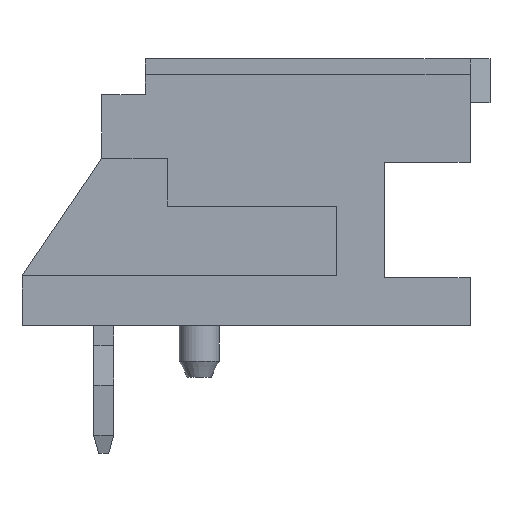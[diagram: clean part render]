
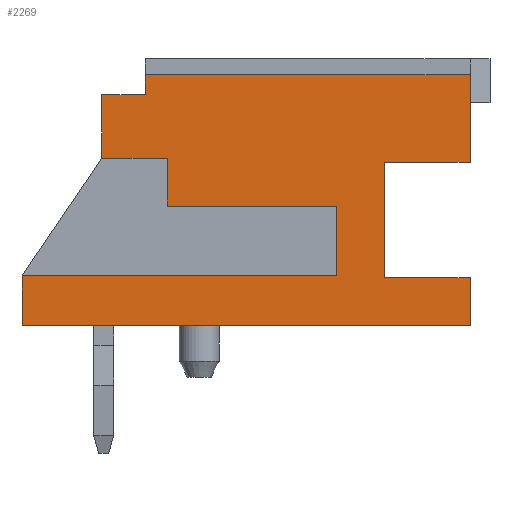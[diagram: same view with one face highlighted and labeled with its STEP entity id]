
A CAD part, left-side view. The second image highlights one B-rep face of the part: STEP entity #2269.
In plain terms, the highlighted planar face has unit normal (-1, 0, 0).
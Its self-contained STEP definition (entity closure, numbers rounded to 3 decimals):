
#131=FACE_OUTER_BOUND('',#254,.T.);
#254=EDGE_LOOP('',(#1918,#1919,#1920,#1921,#1922,#1923,#1924,#1925,#1926,
#1927,#1928,#1929,#1930,#1931,#1932,#1933));
#343=LINE('',#3158,#652);
#347=LINE('',#3166,#656);
#365=LINE('',#3205,#674);
#369=LINE('',#3213,#678);
#433=LINE('',#3339,#742);
#449=LINE('',#3370,#758);
#458=LINE('',#3388,#767);
#462=LINE('',#3394,#771);
#491=LINE('',#3452,#800);
#496=LINE('',#3460,#805);
#497=LINE('',#3462,#806);
#499=LINE('',#3469,#808);
#506=LINE('',#3488,#815);
#526=LINE('',#3528,#835);
#528=LINE('',#3532,#837);
#532=LINE('',#3539,#841);
#652=VECTOR('',#2575,1.);
#656=VECTOR('',#2581,1.);
#674=VECTOR('',#2607,1.);
#678=VECTOR('',#2613,1.);
#742=VECTOR('',#2703,1.);
#758=VECTOR('',#2725,1.);
#767=VECTOR('',#2740,1.);
#771=VECTOR('',#2746,1.);
#800=VECTOR('',#2811,1.);
#805=VECTOR('',#2818,1.);
#806=VECTOR('',#2821,1.);
#808=VECTOR('',#2831,1.);
#815=VECTOR('',#2852,1.);
#835=VECTOR('',#2890,1.);
#837=VECTOR('',#2894,1.);
#841=VECTOR('',#2902,1.);
#942=VERTEX_POINT('',#3156);
#943=VERTEX_POINT('',#3157);
#946=VERTEX_POINT('',#3165);
#962=VERTEX_POINT('',#3202);
#963=VERTEX_POINT('',#3204);
#966=VERTEX_POINT('',#3212);
#1014=VERTEX_POINT('',#3336);
#1015=VERTEX_POINT('',#3338);
#1024=VERTEX_POINT('',#3361);
#1027=VERTEX_POINT('',#3368);
#1033=VERTEX_POINT('',#3386);
#1044=VERTEX_POINT('',#3450);
#1045=VERTEX_POINT('',#3451);
#1053=VERTEX_POINT('',#3487);
#1064=VERTEX_POINT('',#3527);
#1065=VERTEX_POINT('',#3531);
#1170=EDGE_CURVE('',#942,#943,#343,.T.);
#1174=EDGE_CURVE('',#946,#942,#347,.T.);
#1192=EDGE_CURVE('',#963,#962,#365,.T.);
#1196=EDGE_CURVE('',#966,#962,#369,.T.);
#1260=EDGE_CURVE('',#1015,#1014,#433,.T.);
#1276=EDGE_CURVE('',#1027,#1024,#449,.T.);
#1285=EDGE_CURVE('',#1014,#1033,#458,.T.);
#1289=EDGE_CURVE('',#1033,#1024,#462,.T.);
#1318=EDGE_CURVE('',#1044,#1045,#491,.T.);
#1323=EDGE_CURVE('',#943,#1044,#496,.T.);
#1324=EDGE_CURVE('',#963,#1027,#497,.T.);
#1326=EDGE_CURVE('',#946,#966,#499,.T.);
#1336=EDGE_CURVE('',#1015,#1053,#506,.T.);
#1356=EDGE_CURVE('',#1053,#1064,#526,.T.);
#1358=EDGE_CURVE('',#1064,#1065,#528,.T.);
#1362=EDGE_CURVE('',#1045,#1065,#532,.T.);
#1918=ORIENTED_EDGE('',*,*,#1362,.T.);
#1919=ORIENTED_EDGE('',*,*,#1358,.F.);
#1920=ORIENTED_EDGE('',*,*,#1356,.F.);
#1921=ORIENTED_EDGE('',*,*,#1336,.F.);
#1922=ORIENTED_EDGE('',*,*,#1260,.T.);
#1923=ORIENTED_EDGE('',*,*,#1285,.T.);
#1924=ORIENTED_EDGE('',*,*,#1289,.T.);
#1925=ORIENTED_EDGE('',*,*,#1276,.F.);
#1926=ORIENTED_EDGE('',*,*,#1324,.F.);
#1927=ORIENTED_EDGE('',*,*,#1192,.T.);
#1928=ORIENTED_EDGE('',*,*,#1196,.F.);
#1929=ORIENTED_EDGE('',*,*,#1326,.F.);
#1930=ORIENTED_EDGE('',*,*,#1174,.T.);
#1931=ORIENTED_EDGE('',*,*,#1170,.T.);
#1932=ORIENTED_EDGE('',*,*,#1323,.T.);
#1933=ORIENTED_EDGE('',*,*,#1318,.T.);
#2149=PLANE('',#2414);
#2269=ADVANCED_FACE('',(#131),#2149,.F.);
#2414=AXIS2_PLACEMENT_3D('',#3538,#2900,#2901);
#2575=DIRECTION('',(0.,0.,-1.));
#2581=DIRECTION('',(0.,-1.,0.));
#2607=DIRECTION('',(0.,0.,-1.));
#2613=DIRECTION('',(0.,-1.,0.));
#2703=DIRECTION('',(0.,1.,0.));
#2725=DIRECTION('',(0.,0.,-1.));
#2740=DIRECTION('',(0.,0.,1.));
#2746=DIRECTION('',(0.,-1.,0.));
#2811=DIRECTION('',(0.,0.,-1.));
#2818=DIRECTION('',(0.,-1.,0.));
#2821=DIRECTION('',(0.,-1.,0.));
#2831=DIRECTION('',(0.,0.,1.));
#2852=DIRECTION('',(0.,0.,-1.));
#2890=DIRECTION('',(0.,1.,0.));
#2894=DIRECTION('',(0.,0.,1.));
#2900=DIRECTION('center_axis',(1.,0.,0.));
#2901=DIRECTION('ref_axis',(0.,0.,-1.));
#2902=DIRECTION('',(0.,1.,0.));
#3156=CARTESIAN_POINT('',(-4.,7.6,4.2));
#3157=CARTESIAN_POINT('',(-4.,7.6,3.));
#3158=CARTESIAN_POINT('',(-4.,7.6,4.2));
#3165=CARTESIAN_POINT('',(-4.,9.25,4.2));
#3166=CARTESIAN_POINT('',(-4.,9.25,4.2));
#3202=CARTESIAN_POINT('',(-4.,8.15,5.8));
#3204=CARTESIAN_POINT('',(-4.,8.15,6.3));
#3205=CARTESIAN_POINT('',(-4.,8.15,6.3));
#3212=CARTESIAN_POINT('',(-4.,9.25,5.8));
#3213=CARTESIAN_POINT('',(-4.,9.25,5.8));
#3336=CARTESIAN_POINT('',(-4.,2.15,1.2));
#3338=CARTESIAN_POINT('',(-4.,0.,1.2));
#3339=CARTESIAN_POINT('',(-4.,0.,1.2));
#3361=CARTESIAN_POINT('',(-4.,0.,4.1));
#3368=CARTESIAN_POINT('',(-4.,0.,6.3));
#3370=CARTESIAN_POINT('',(-4.,0.,5.8));
#3386=CARTESIAN_POINT('',(-4.,2.15,4.1));
#3388=CARTESIAN_POINT('',(-4.,2.15,1.2));
#3394=CARTESIAN_POINT('',(-4.,2.15,4.1));
#3450=CARTESIAN_POINT('',(-4.,3.35,3.));
#3451=CARTESIAN_POINT('',(-4.,3.35,1.25));
#3452=CARTESIAN_POINT('',(-4.,3.35,3.));
#3460=CARTESIAN_POINT('',(-4.,7.6,3.));
#3462=CARTESIAN_POINT('',(-4.,8.15,6.3));
#3469=CARTESIAN_POINT('',(-4.,9.25,4.2));
#3487=CARTESIAN_POINT('',(-4.,0.,0.));
#3488=CARTESIAN_POINT('',(-4.,0.,5.8));
#3527=CARTESIAN_POINT('',(-4.,11.25,0.));
#3528=CARTESIAN_POINT('',(-4.,0.,0.));
#3531=CARTESIAN_POINT('',(-4.,11.25,1.25));
#3532=CARTESIAN_POINT('',(-4.,11.25,0.));
#3538=CARTESIAN_POINT('Origin',(-4.,0.,0.));
#3539=CARTESIAN_POINT('',(-4.,3.35,1.25));
